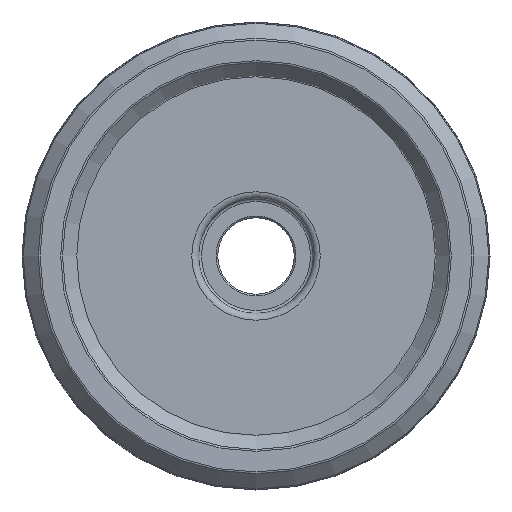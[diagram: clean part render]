
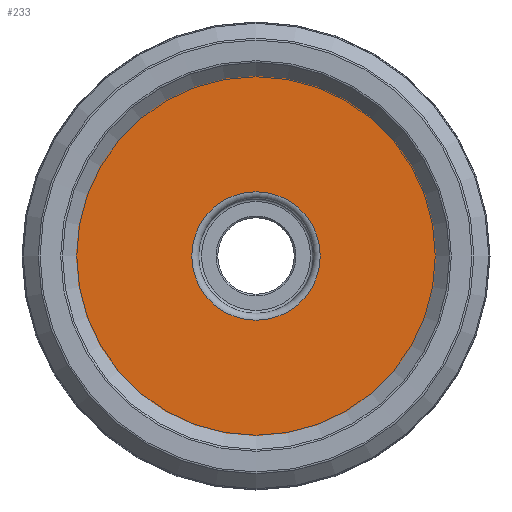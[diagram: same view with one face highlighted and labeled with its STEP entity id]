
A CAD part, left-side view. The second image highlights one B-rep face of the part: STEP entity #233.
In plain terms, the highlighted planar face has unit normal (-1, 0, 0).
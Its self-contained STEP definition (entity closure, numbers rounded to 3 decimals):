
#99=FACE_BOUND('',#340,.T.);
#100=FACE_BOUND('',#341,.T.);
#233=ADVANCED_FACE('',(#99,#100),#294,.T.);
#294=PLANE('',#952);
#340=EDGE_LOOP('',(#515));
#341=EDGE_LOOP('',(#516));
#515=ORIENTED_EDGE('',*,*,#796,.T.);
#516=ORIENTED_EDGE('',*,*,#797,.T.);
#713=VERTEX_POINT('',#1349);
#714=VERTEX_POINT('',#1351);
#796=EDGE_CURVE('',#713,#713,#889,.T.);
#797=EDGE_CURVE('',#714,#714,#890,.T.);
#889=CIRCLE('',#950,53.54);
#890=CIRCLE('',#951,18.5);
#950=AXIS2_PLACEMENT_3D('',#1348,#1071,#1072);
#951=AXIS2_PLACEMENT_3D('',#1350,#1073,#1074);
#952=AXIS2_PLACEMENT_3D('',#1352,#1075,#1076);
#1071=DIRECTION('',(-1.,0.,0.));
#1072=DIRECTION('',(0.,0.,1.));
#1073=DIRECTION('',(1.,0.,0.));
#1074=DIRECTION('',(0.,0.,1.));
#1075=DIRECTION('',(-1.,0.,0.));
#1076=DIRECTION('',(0.,0.,1.));
#1348=CARTESIAN_POINT('',(4.35,0.,0.));
#1349=CARTESIAN_POINT('',(4.35,0.,53.54));
#1350=CARTESIAN_POINT('',(4.35,0.,0.));
#1351=CARTESIAN_POINT('',(4.35,0.,18.5));
#1352=CARTESIAN_POINT('',(4.35,-16.5,0.));
